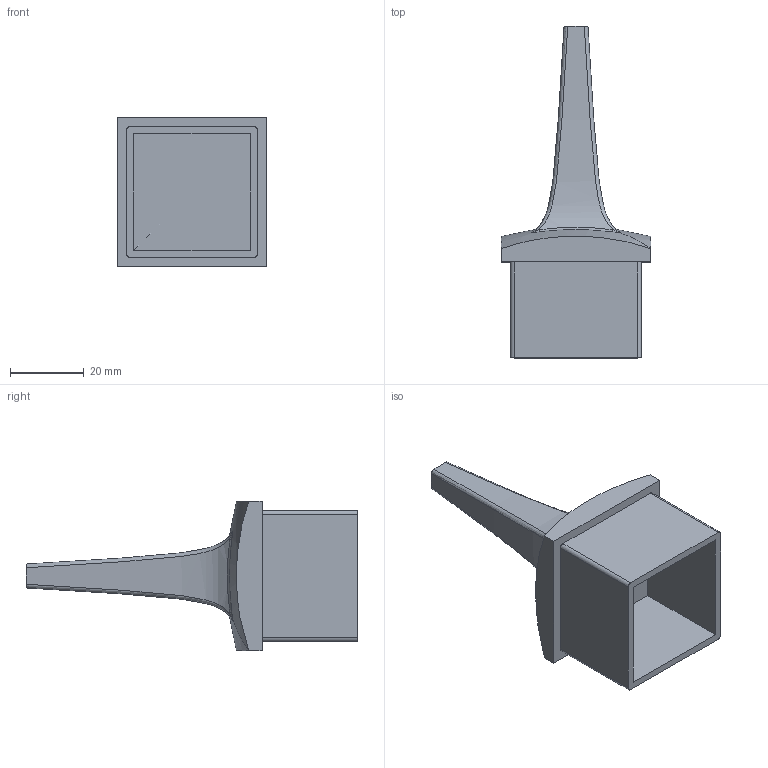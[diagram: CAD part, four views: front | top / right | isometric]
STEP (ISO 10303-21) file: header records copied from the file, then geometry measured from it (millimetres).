
FILE_DESCRIPTION (( 'STEP AP214' ), '1' );
FILE_NAME ('àðò. KRT270.STEP', '2014-06-11T05:30:45', ( '' ), ( '' ), 'SwSTEP 2.0', 'SolidWorks 2014', '' );
FILE_SCHEMA (( 'AUTOMOTIVE_DESIGN' ));
Length unit declared in the file: millimetre
Products named in the file (1): àðò. KRT270
Bounding box: 40.5 x 90 x 40.5 mm (x, y, z)
Volume: 23790.9 mm3; surface area: 14879.5 mm2
Topology: 1 solids, 1 shells, 50 faces, 134 edges, 84 vertices
Faces by surface type: bspline 24, plane 20, cylinder 6
Entity records: 3022 total; most frequent: CARTESIAN_POINT 1907, ORIENTED_EDGE 268, DIRECTION 156, EDGE_CURVE 134, VERTEX_POINT 84, B_SPLINE_CURVE_WITH_KNOTS 56, EDGE_LOOP 56, VECTOR 54
